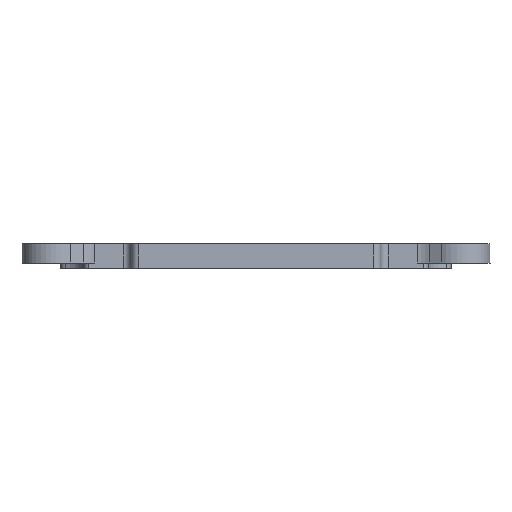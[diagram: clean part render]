
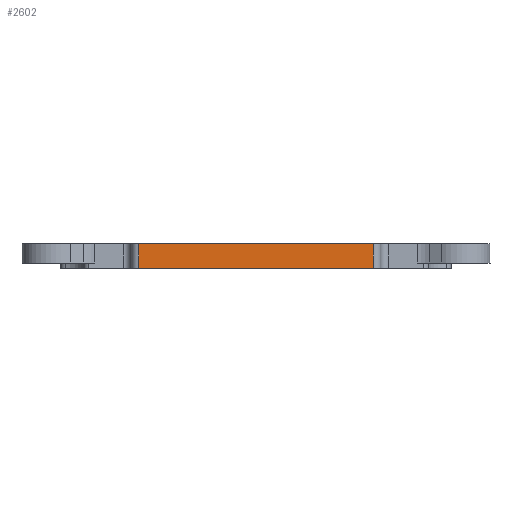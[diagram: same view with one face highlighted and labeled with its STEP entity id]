
A CAD part, front view. The second image highlights one B-rep face of the part: STEP entity #2602.
In plain terms, the highlighted planar face has unit normal (0, -1, 0).
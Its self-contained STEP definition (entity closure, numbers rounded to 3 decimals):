
#72 = DIRECTION ( 'NONE',  ( 0., -1., 0. ) ) ;
#144 = VECTOR ( 'NONE', #622, 1000. ) ;
#173 = VERTEX_POINT ( 'NONE', #2352 ) ;
#251 = VECTOR ( 'NONE', #2228, 1000. ) ;
#390 = ORIENTED_EDGE ( 'NONE', *, *, #2639, .F. ) ;
#402 = VECTOR ( 'NONE', #806, 1000. ) ;
#544 = ORIENTED_EDGE ( 'NONE', *, *, #3132, .T. ) ;
#590 = CARTESIAN_POINT ( 'NONE',  ( -15., -32., -0.7 ) ) ;
#622 = DIRECTION ( 'NONE',  ( -1., 0., 0. ) ) ;
#642 = VERTEX_POINT ( 'NONE', #590 ) ;
#649 = CARTESIAN_POINT ( 'NONE',  ( 16., -32., 37.841 ) ) ;
#806 = DIRECTION ( 'NONE',  ( 0., 0., -1. ) ) ;
#941 = CARTESIAN_POINT ( 'NONE',  ( 16., -32., -0.7 ) ) ;
#968 = CARTESIAN_POINT ( 'NONE',  ( 15., -32., 2.5 ) ) ;
#977 = EDGE_CURVE ( 'NONE', #173, #3050, #1890, .T. ) ;
#1064 = ORIENTED_EDGE ( 'NONE', *, *, #1162, .T. ) ;
#1162 = EDGE_CURVE ( 'NONE', #2284, #642, #2058, .T. ) ;
#1340 = DIRECTION ( 'NONE',  ( 0., 0., -1. ) ) ;
#1374 = FACE_OUTER_BOUND ( 'NONE', #2080, .T. ) ;
#1590 = PLANE ( 'NONE',  #2111 ) ;
#1859 = LINE ( 'NONE', #941, #251 ) ;
#1890 = LINE ( 'NONE', #2947, #3208 ) ;
#2058 = LINE ( 'NONE', #3054, #402 ) ;
#2080 = EDGE_LOOP ( 'NONE', ( #544, #1064, #390, #3016 ) ) ;
#2111 = AXIS2_PLACEMENT_3D ( 'NONE', #649, #72, #1340 ) ;
#2228 = DIRECTION ( 'NONE',  ( -1., 0., 0. ) ) ;
#2284 = VERTEX_POINT ( 'NONE', #2771 ) ;
#2352 = CARTESIAN_POINT ( 'NONE',  ( 15., -32., -0.7 ) ) ;
#2602 = ADVANCED_FACE ( 'NONE', ( #1374 ), #1590, .T. ) ;
#2636 = LINE ( 'NONE', #3194, #144 ) ;
#2639 = EDGE_CURVE ( 'NONE', #173, #642, #1859, .T. ) ;
#2667 = DIRECTION ( 'NONE',  ( 0., 0., 1. ) ) ;
#2771 = CARTESIAN_POINT ( 'NONE',  ( -15., -32., 2.5 ) ) ;
#2947 = CARTESIAN_POINT ( 'NONE',  ( 15., -32., 37.841 ) ) ;
#3016 = ORIENTED_EDGE ( 'NONE', *, *, #977, .T. ) ;
#3050 = VERTEX_POINT ( 'NONE', #968 ) ;
#3054 = CARTESIAN_POINT ( 'NONE',  ( -15., -32., 37.841 ) ) ;
#3132 = EDGE_CURVE ( 'NONE', #3050, #2284, #2636, .T. ) ;
#3194 = CARTESIAN_POINT ( 'NONE',  ( 16., -32., 2.5 ) ) ;
#3208 = VECTOR ( 'NONE', #2667, 1000. ) ;
